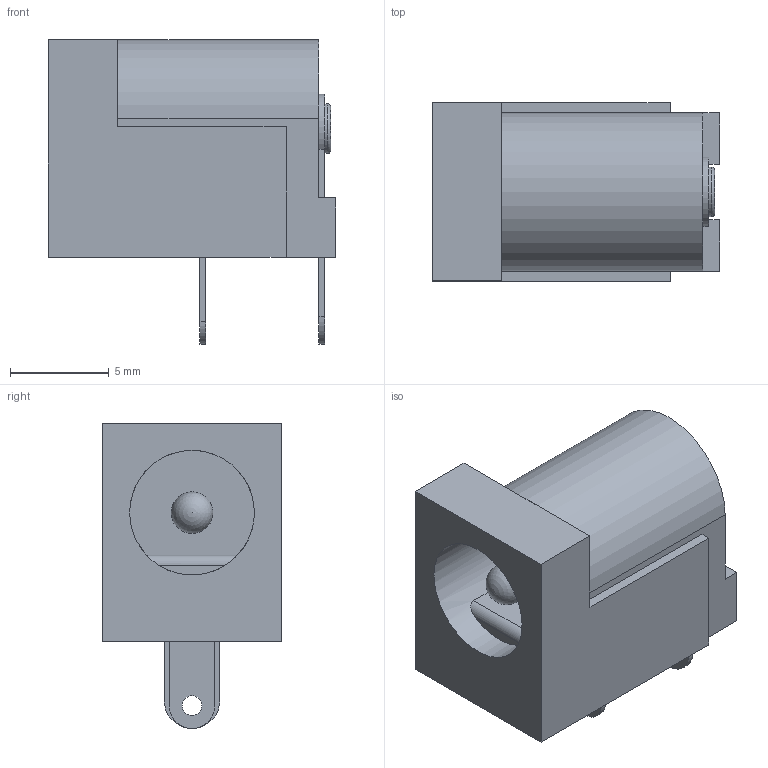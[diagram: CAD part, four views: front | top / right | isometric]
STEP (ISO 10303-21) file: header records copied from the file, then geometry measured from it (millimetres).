
FILE_DESCRIPTION(/* description */ (''),/* implementation_level */ '2;1');
FILE_NAME(/* name */ 'DS-201.stp',/* time_stamp */ '2020-04-26T20:24:32+04:00',/* author */ ('Twin'),/* organization */ (''),/* preprocessor_version */ 'ST-DEVELOPER v16.1',/* originating_system */ 'Autodesk Inventor 2016',/* authorisation */ '');
FILE_SCHEMA (('AUTOMOTIVE_DESIGN { 1 0 10303 214 3 1 1 }'));
Length unit declared in the file: millimetre
Products named in the file (1): DS-201
Bounding box: 14.5 x 9 x 15.4 mm (x, y, z)
Volume: 1106.8 mm3; surface area: 912.8 mm2
Topology: 1 solids, 1 shells, 49 faces, 122 edges, 79 vertices
Faces by surface type: plane 35, cylinder 11, torus 2, sphere 1
Full cylindrical faces by diameter (mm): 1 x2, 1.5 x1, 2.1 x1, 2.5 x1, 6.3 x1
Entity records: 1459 total; most frequent: CARTESIAN_POINT 258, DIRECTION 232, ORIENTED_EDGE 220, EDGE_CURVE 110, LINE 84, VECTOR 84, VERTEX_POINT 76, AXIS2_PLACEMENT_3D 74
